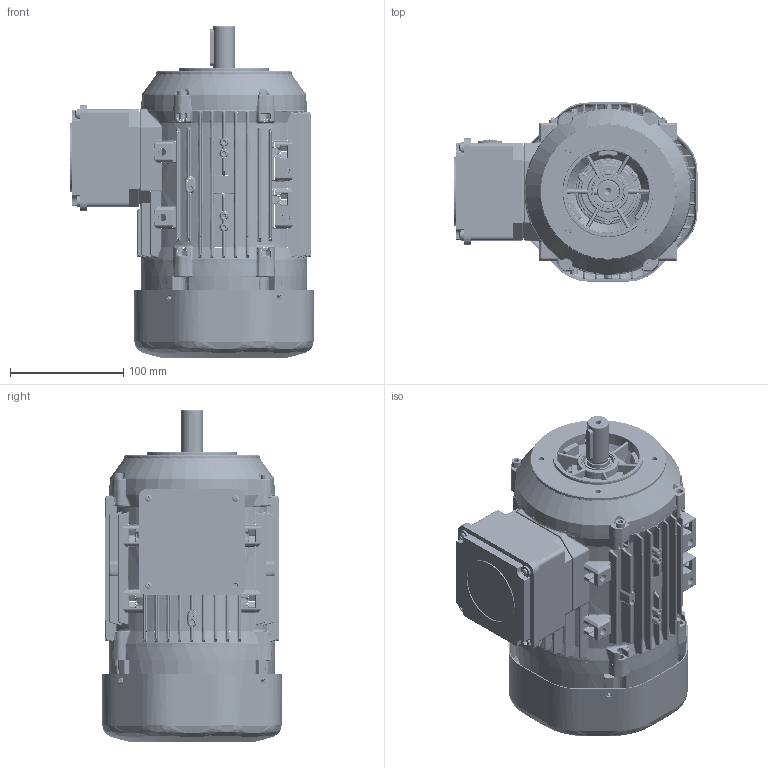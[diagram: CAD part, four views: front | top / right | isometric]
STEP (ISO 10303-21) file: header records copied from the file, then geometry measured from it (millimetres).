
FILE_DESCRIPTION(/* description */ (''),/* implementation_level */ '2;1');
FILE_NAME(/* name */ 'model1.stp',/* time_stamp */ '2024-08-01T15:32:17+03:00',/* author */ (''),/* organization */ (''),/* preprocessor_version */ 'ST-DEVELOPER v18.102',/* originating_system */ 'SIEMENS PLM Software NX2206.8101',/* authorisation */ '');
FILE_SCHEMA (('AUTOMOTIVE_DESIGN { 1 0 10303 214 3 1 1 1 }'));
Products named in the file (1): model1_260028D8E15Fjjqc
Bounding box: 214.5 x 158 x 293 mm (x, y, z)
Surface area: 330975 mm2 (no closed solid volume)
Topology: 0 solids, 56 shells, 5291 faces, 16123 edges, 10089 vertices
Faces by surface type: bspline 1759, cylinder 1548, plane 1085, cone 323, torus 308, sphere 268
Full cylindrical faces by diameter (mm): 3 x3, 3.3 x1, 3.5 x2, 4.6 x3, 5 x2, 8 x1, 19 x1, 19.2 x1, 19.55 x1, 20 x1, 20.2 x1, 51 x1, 57 x1, 61 x1, 80 x1
Entity records: 245649 total; most frequent: CARTESIAN_POINT 88050, DIRECTION 25823, ORIENTED_EDGE 25556, EDGE_CURVE 15810, AXIS2_PLACEMENT_3D 10564, VERTEX_POINT 10018, CIRCLE 5989, EDGE_LOOP 5626
